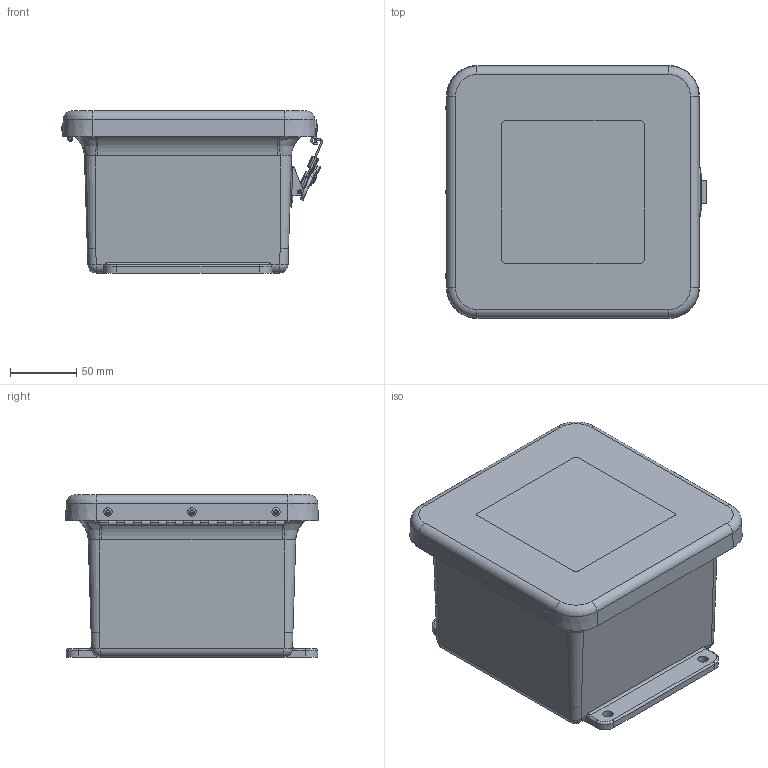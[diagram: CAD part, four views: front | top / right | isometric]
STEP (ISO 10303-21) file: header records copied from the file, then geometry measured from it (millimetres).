
FILE_DESCRIPTION(/* description */ (''),/* implementation_level */ '2;1');
FILE_NAME(/* name */ 'HW-J60604CHTLW.stp',/* time_stamp */ '2014-03-14T07:10:16-05:00',/* author */ ('pmescher'),/* organization */ (''),/* preprocessor_version */ 'ST-DEVELOPER v15.2',/* originating_system */ 'Autodesk Inventor 2014',/* authorisation */ '');
FILE_SCHEMA (('AUTOMOTIVE_DESIGN { 1 0 10303 214 3 1 1 }'));
Length unit declared in the file: inch
Products named in the file (28): J606HL_6; RMINS45821P_137; RMINS45821P_138; RMINS45821P_139; RMINS45821P_140; J606BHL; JW606HLCVR; GASKET_606; WINDOW_606; WP606HLU; RMHINGCOV5.5; RMHINGBOX5.5; RMHINGPIN5.5; RMHING5.5; RMRIV43; JONEA; JONEB; JONEC; JONED; JONEE; JONEF; JONEG; JONEH; JONEI; JONE; RMLATJLL150_7; RMKEEPJLL150WT; JW606HLL_STP
Bounding box: 197.2 x 191.13 x 122.54 mm (x, y, z)
Volume: 664054.1 mm3; surface area: 344610 mm2
Topology: 31 solids, 31 shells, 741 faces, 1847 edges, 1184 vertices
Faces by surface type: plane 309, cylinder 286, bspline 51, torus 44, cone 42, sphere 9
Full cylindrical faces by diameter (mm): 2.159 x23, 2.4 x1, 2.7 x2, 3 x1, 3.175 x9, 3.25 x1, 3.302 x2, 3.327 x5, 3.5 x1, 3.556 x9, 3.861 x5, 3.962 x7, 4.2 x2, 4.609 x1, 4.618 x1, 4.7 x1, 4.9 x1, 5 x2, 5.3 x1, 5.537 x4, 6.35 x9, 6.858 x4, 13.3 x1, 13.5 x1
Entity records: 27449 total; most frequent: CARTESIAN_POINT 10013, DIRECTION 3671, ORIENTED_EDGE 3316, EDGE_CURVE 1658, AXIS2_PLACEMENT_3D 1407, VERTEX_POINT 1121, EDGE_LOOP 929, LINE 857
